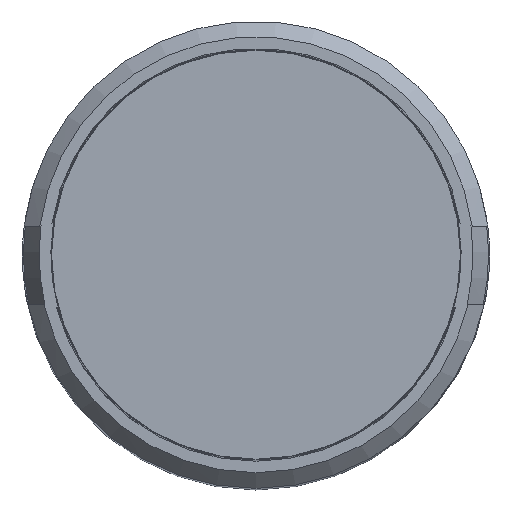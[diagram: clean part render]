
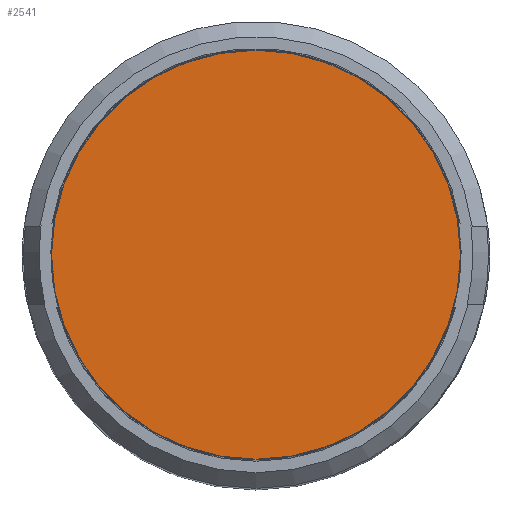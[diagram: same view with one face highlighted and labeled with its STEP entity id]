
A CAD part, top view. The second image highlights one B-rep face of the part: STEP entity #2541.
In plain terms, the highlighted planar face has unit normal (0, 0, 1).
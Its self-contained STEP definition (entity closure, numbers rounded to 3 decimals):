
#41=CARTESIAN_POINT('',(0.,0.,60.));
#42=DIRECTION('',(0.,0.,1.));
#43=DIRECTION('',(1.,0.,0.));
#44=AXIS2_PLACEMENT_3D('',#41,#42,#43);
#46=CARTESIAN_POINT('',(0.,0.,60.));
#47=DIRECTION('',(0.,0.,1.));
#48=DIRECTION('',(-1.,0.,0.));
#49=AXIS2_PLACEMENT_3D('',#46,#47,#48);
#2032=CARTESIAN_POINT('',(7.825,0.,60.));
#2033=CARTESIAN_POINT('',(-7.825,0.,60.));
#2034=VERTEX_POINT('',#2032);
#2035=VERTEX_POINT('',#2033);
#2530=CARTESIAN_POINT('',(0.,0.,60.));
#2531=DIRECTION('',(0.,0.,1.));
#2532=DIRECTION('',(1.,0.,0.));
#2533=AXIS2_PLACEMENT_3D('',#2530,#2531,#2532);
#2534=PLANE('',#2533);
#2536=ORIENTED_EDGE('',*,*,#2535,.F.);
#2538=ORIENTED_EDGE('',*,*,#2537,.F.);
#2539=EDGE_LOOP('',(#2536,#2538));
#2540=FACE_OUTER_BOUND('',#2539,.F.);
#2541=ADVANCED_FACE('',(#2540),#2534,.T.);
#45=CIRCLE('',#44,7.825);
#50=CIRCLE('',#49,7.825);
#2535=EDGE_CURVE('',#2034,#2035,#45,.T.);
#2537=EDGE_CURVE('',#2035,#2034,#50,.T.);
